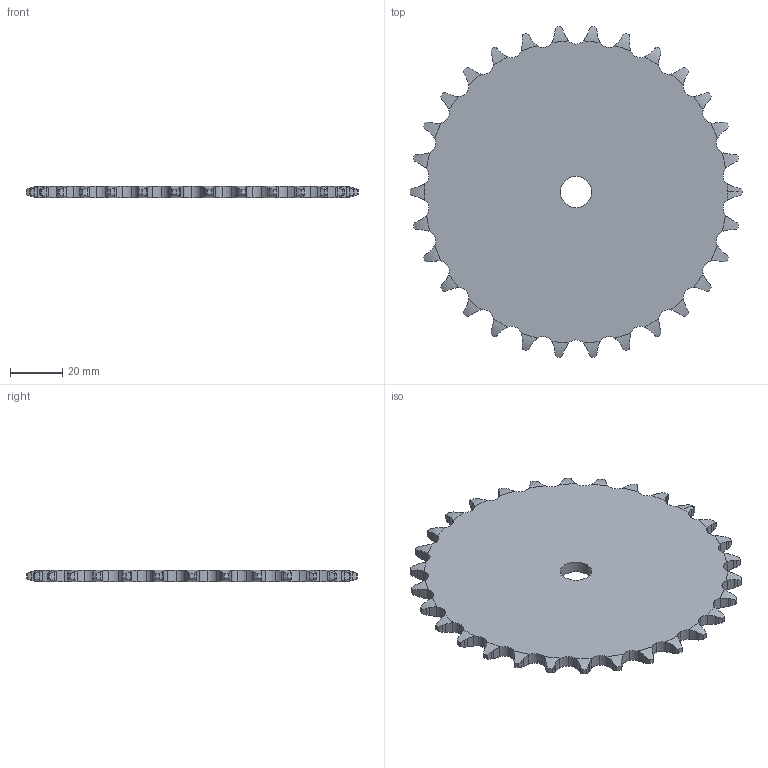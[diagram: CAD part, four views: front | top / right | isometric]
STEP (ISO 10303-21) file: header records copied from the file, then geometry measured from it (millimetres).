
FILE_DESCRIPTION(('FreeCAD Model'),'2;1');
FILE_NAME('Open CASCADE Shape Model','2022-02-19T15:49:56',('FreeCAD'),( 'FreeCAD'),'Open CASCADE STEP processor 7.4','FreeCAD','Unknown');
FILE_SCHEMA(('AUTOMOTIVE_DESIGN { 1 0 10303 214 1 1 1 1 }'));
Length unit declared in the file: millimetre
Products named in the file (1): Open CASCADE STEP translator 7.4 66
Bounding box: 127.5 x 126.97 x 4.5 mm (x, y, z)
Volume: 49140.8 mm3; surface area: 24556.2 mm2
Topology: 1 solids, 1 shells, 336 faces, 1000 edges, 666 vertices
Faces by surface type: cylinder 212, plane 62, torus 62
Full cylindrical faces by diameter (mm): 12 x1
Entity records: 30068 total; most frequent: CARTESIAN_POINT 13213, DIRECTION 2298, ORIENTED_EDGE 2000, PCURVE 2000, DEFINITIONAL_REPRESENTATION 2000, B_SPLINE_CURVE_WITH_KNOTS 1440, LINE 1128, VECTOR 1128
